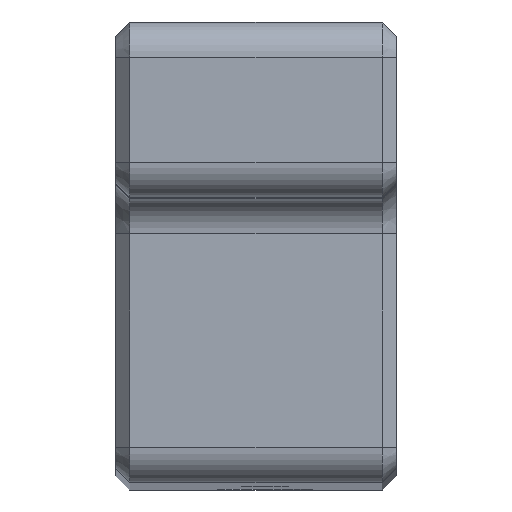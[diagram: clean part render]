
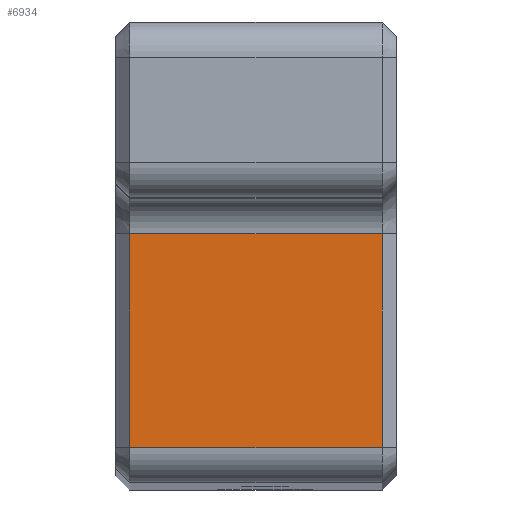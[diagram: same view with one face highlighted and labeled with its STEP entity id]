
A CAD part, top view. The second image highlights one B-rep face of the part: STEP entity #6934.
In plain terms, the highlighted planar face has unit normal (0, 0, 1).
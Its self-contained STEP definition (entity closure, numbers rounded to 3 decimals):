
#602=PLANE('',#7390);
#794=FACE_OUTER_BOUND('',#1193,.T.);
#1193=EDGE_LOOP('',(#4924,#4925,#4926,#4927));
#1616=LINE('',#9107,#2253);
#1658=LINE('',#9237,#2295);
#1659=LINE('',#9241,#2296);
#1660=LINE('',#9242,#2297);
#2253=VECTOR('',#7756,10.);
#2295=VECTOR('',#7896,10.);
#2296=VECTOR('',#7901,10.);
#2297=VECTOR('',#7902,10.);
#2991=VERTEX_POINT('',#9097);
#2993=VERTEX_POINT('',#9103);
#3033=VERTEX_POINT('',#9236);
#3034=VERTEX_POINT('',#9240);
#3711=EDGE_CURVE('',#2991,#2993,#1616,.T.);
#3776=EDGE_CURVE('',#2993,#3033,#1658,.T.);
#3778=EDGE_CURVE('',#3034,#2991,#1659,.T.);
#3779=EDGE_CURVE('',#3033,#3034,#1660,.T.);
#4924=ORIENTED_EDGE('',*,*,#3711,.F.);
#4925=ORIENTED_EDGE('',*,*,#3778,.F.);
#4926=ORIENTED_EDGE('',*,*,#3779,.F.);
#4927=ORIENTED_EDGE('',*,*,#3776,.F.);
#6934=ADVANCED_FACE('',(#794),#602,.T.);
#7390=AXIS2_PLACEMENT_3D('',#9239,#7899,#7900);
#7756=DIRECTION('',(0.,-1.,0.));
#7896=DIRECTION('',(-1.,0.,0.));
#7899=DIRECTION('center_axis',(0.,0.,1.));
#7900=DIRECTION('ref_axis',(0.,-1.,0.));
#7901=DIRECTION('',(1.,0.,0.));
#7902=DIRECTION('',(0.,1.,0.));
#9097=CARTESIAN_POINT('',(7.6,-1.,60.));
#9103=CARTESIAN_POINT('',(7.6,-7.1,60.));
#9107=CARTESIAN_POINT('',(7.6,-0.775,60.));
#9236=CARTESIAN_POINT('',(0.4,-7.1,60.));
#9237=CARTESIAN_POINT('',(0.,-7.1,60.));
#9239=CARTESIAN_POINT('Origin',(0.,0.,60.));
#9240=CARTESIAN_POINT('',(0.4,-1.,60.));
#9241=CARTESIAN_POINT('',(0.,-1.,60.));
#9242=CARTESIAN_POINT('',(0.4,-0.775,60.));
